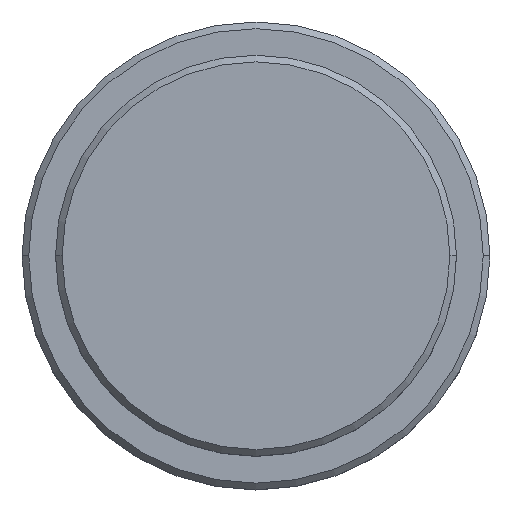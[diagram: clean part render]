
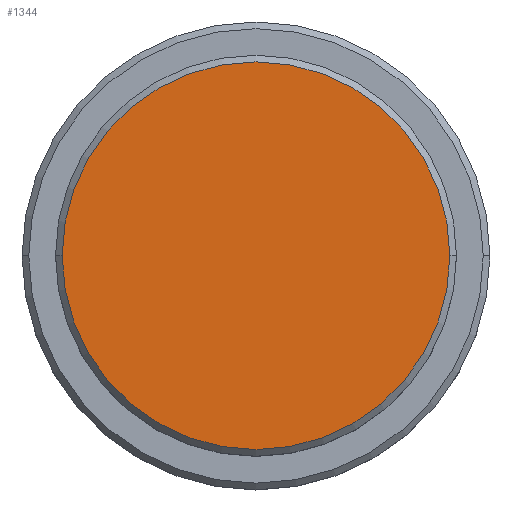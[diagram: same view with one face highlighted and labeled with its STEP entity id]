
A CAD part, top view. The second image highlights one B-rep face of the part: STEP entity #1344.
In plain terms, the highlighted planar face has unit normal (0, 0, 1).
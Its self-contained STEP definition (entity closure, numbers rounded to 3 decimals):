
#27 = ORIENTED_EDGE ( 'NONE', *, *, #331, .T. ) ;
#118 = EDGE_CURVE ( 'NONE', #500, #1069, #610, .T. ) ;
#119 = FACE_OUTER_BOUND ( 'NONE', #147, .T. ) ;
#147 = EDGE_LOOP ( 'NONE', ( #394, #27 ) ) ;
#277 = DIRECTION ( 'NONE',  ( 1., 0., 0. ) ) ;
#309 = AXIS2_PLACEMENT_3D ( 'NONE', #659, #383, #277 ) ;
#331 = EDGE_CURVE ( 'NONE', #1069, #500, #564, .T. ) ;
#334 = AXIS2_PLACEMENT_3D ( 'NONE', #1230, #566, #1005 ) ;
#383 = DIRECTION ( 'NONE',  ( 0., 0., 1. ) ) ;
#394 = ORIENTED_EDGE ( 'NONE', *, *, #118, .T. ) ;
#396 = DIRECTION ( 'NONE',  ( 0., 0., 1. ) ) ;
#445 = AXIS2_PLACEMENT_3D ( 'NONE', #1356, #396, #1368 ) ;
#477 = CARTESIAN_POINT ( 'NONE',  ( 14.5, 0., 0. ) ) ;
#500 = VERTEX_POINT ( 'NONE', #567 ) ;
#564 = CIRCLE ( 'NONE', #309, 14.5 ) ;
#566 = DIRECTION ( 'NONE',  ( 0., 0., 1. ) ) ;
#567 = CARTESIAN_POINT ( 'NONE',  ( -14.5, 0., 0. ) ) ;
#610 = CIRCLE ( 'NONE', #445, 14.5 ) ;
#659 = CARTESIAN_POINT ( 'NONE',  ( 0., 0., 0. ) ) ;
#1005 = DIRECTION ( 'NONE',  ( 1., 0., 0. ) ) ;
#1069 = VERTEX_POINT ( 'NONE', #477 ) ;
#1230 = CARTESIAN_POINT ( 'NONE',  ( 0., 0., 0. ) ) ;
#1306 = PLANE ( 'NONE',  #334 ) ;
#1344 = ADVANCED_FACE ( 'NONE', ( #119 ), #1306, .T. ) ;
#1356 = CARTESIAN_POINT ( 'NONE',  ( 0., 0., 0. ) ) ;
#1368 = DIRECTION ( 'NONE',  ( 1., 0., 0. ) ) ;
